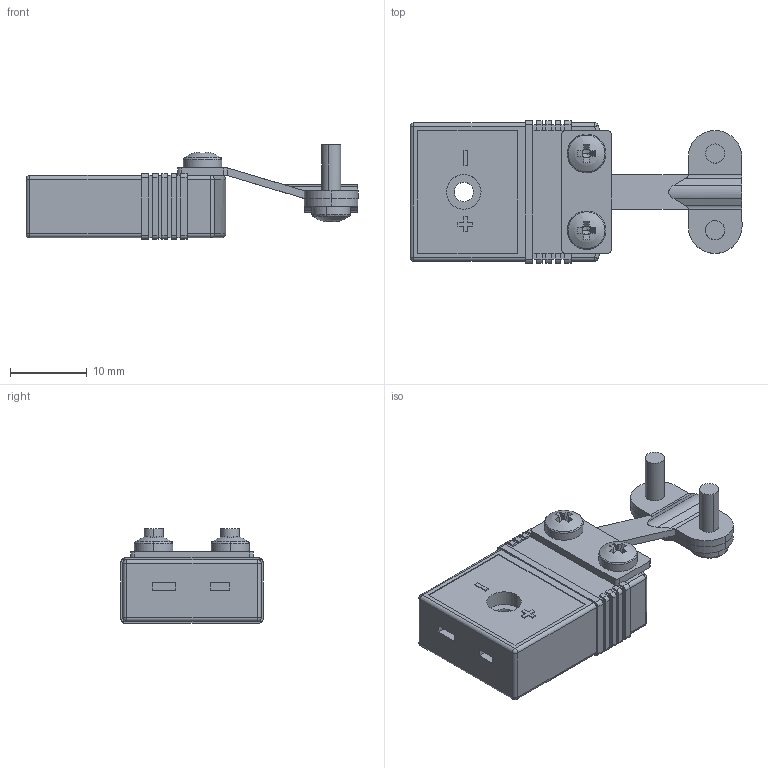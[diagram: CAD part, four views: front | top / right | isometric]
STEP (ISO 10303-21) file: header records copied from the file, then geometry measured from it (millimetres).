
FILE_DESCRIPTION (( 'STEP AP203' ), '1' );
FILE_NAME ('Ðîçåòêà mini.STEP', '2025-01-31T13:59:03', ( '' ), ( '' ), 'SwSTEP 2.0', 'SolidWorks 2019', '' );
FILE_SCHEMA (( 'CONFIG_CONTROL_DESIGN' ));
Length unit declared in the file: millimetre
Products named in the file (5): mini 瀇僔蠂縺; pan head cross recess screw_iso_ISO 7045 - M2.5 x 8 - Z --- 8N; Ðîçåòêà mini; Âèëêà mini; mini ïëàñòèíà äåðæàòåëü
Assembly tree (7 placements, depth 2):
  Ðîçåòêà mini
    Âèëêà mini
    pan head cross recess screw_iso_ISO 7045 - M2.5 x 8 - Z --- 8N  x4
    mini ïëàñòèíà äåðæàòåëü
    mini 瀇僔蠂縺
Bounding box: 43.25 x 18.5 x 12.3 mm (x, y, z)
Volume: 4089.3 mm3; surface area: 3353.2 mm2
Topology: 7 solids, 7 shells, 408 faces, 1031 edges, 632 vertices
Faces by surface type: plane 235, cylinder 98, cone 44, torus 19, sphere 12
Entity records: 9368 total; most frequent: CARTESIAN_POINT 1742, DIRECTION 1499, ORIENTED_EDGE 1450, EDGE_CURVE 725, AXIS2_PLACEMENT_3D 507, LINE 485, VECTOR 485, VERTEX_POINT 460
